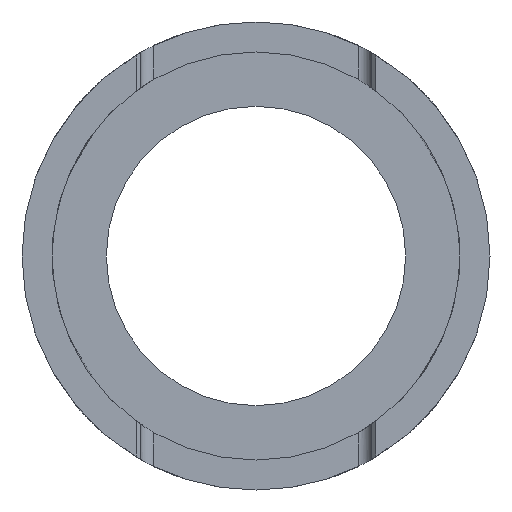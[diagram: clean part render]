
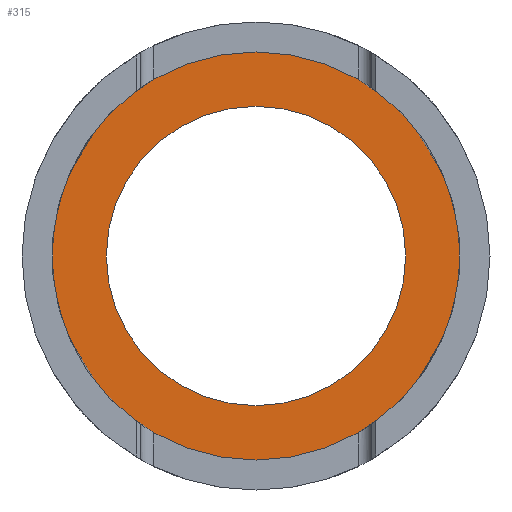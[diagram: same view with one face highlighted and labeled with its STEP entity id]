
A CAD part, front view. The second image highlights one B-rep face of the part: STEP entity #315.
In plain terms, the highlighted planar face has unit normal (0, -1, 0).
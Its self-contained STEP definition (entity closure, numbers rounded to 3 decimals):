
#20 = AXIS2_PLACEMENT_3D ( 'NONE', #553, #1426, #1430 ) ;
#68 = VERTEX_POINT ( 'NONE', #136 ) ;
#85 = AXIS2_PLACEMENT_3D ( 'NONE', #819, #1386, #236 ) ;
#95 = PLANE ( 'NONE',  #85 ) ;
#105 = EDGE_CURVE ( 'NONE', #1568, #1641, #850, .T. ) ;
#136 = CARTESIAN_POINT ( 'NONE',  ( 0., 8., -11. ) ) ;
#236 = DIRECTION ( 'NONE',  ( 0., 0., 1. ) ) ;
#261 = CARTESIAN_POINT ( 'NONE',  ( 0., 8., 0. ) ) ;
#275 = AXIS2_PLACEMENT_3D ( 'NONE', #1323, #316, #1182 ) ;
#315 = ADVANCED_FACE ( 'NONE', ( #367, #1817 ), #95, .F. ) ;
#316 = DIRECTION ( 'NONE',  ( 0., -1., 0. ) ) ;
#363 = EDGE_CURVE ( 'NONE', #1641, #1568, #1389, .T. ) ;
#367 = FACE_BOUND ( 'NONE', #1017, .T. ) ;
#409 = DIRECTION ( 'NONE',  ( 0., 0., -1. ) ) ;
#538 = CIRCLE ( 'NONE', #861, 11. ) ;
#552 = CARTESIAN_POINT ( 'NONE',  ( 0., 8., 15. ) ) ;
#553 = CARTESIAN_POINT ( 'NONE',  ( 0., 8., 0. ) ) ;
#678 = CIRCLE ( 'NONE', #275, 11. ) ;
#680 = ORIENTED_EDGE ( 'NONE', *, *, #1138, .F. ) ;
#688 = EDGE_LOOP ( 'NONE', ( #740, #1467 ) ) ;
#740 = ORIENTED_EDGE ( 'NONE', *, *, #105, .T. ) ;
#745 = DIRECTION ( 'NONE',  ( 0., -1., 0. ) ) ;
#819 = CARTESIAN_POINT ( 'NONE',  ( 0., 8., 15. ) ) ;
#850 = CIRCLE ( 'NONE', #20, 15. ) ;
#861 = AXIS2_PLACEMENT_3D ( 'NONE', #1600, #745, #1742 ) ;
#1017 = EDGE_LOOP ( 'NONE', ( #680, #1180 ) ) ;
#1138 = EDGE_CURVE ( 'NONE', #68, #1421, #678, .T. ) ;
#1180 = ORIENTED_EDGE ( 'NONE', *, *, #1232, .F. ) ;
#1182 = DIRECTION ( 'NONE',  ( 0., 0., -1. ) ) ;
#1232 = EDGE_CURVE ( 'NONE', #1421, #68, #538, .T. ) ;
#1272 = DIRECTION ( 'NONE',  ( 0., -1., 0. ) ) ;
#1323 = CARTESIAN_POINT ( 'NONE',  ( 0., 8., 0. ) ) ;
#1386 = DIRECTION ( 'NONE',  ( 0., 1., 0. ) ) ;
#1389 = CIRCLE ( 'NONE', #1858, 15. ) ;
#1405 = CARTESIAN_POINT ( 'NONE',  ( 0., 8., -15. ) ) ;
#1421 = VERTEX_POINT ( 'NONE', #1677 ) ;
#1426 = DIRECTION ( 'NONE',  ( 0., -1., 0. ) ) ;
#1430 = DIRECTION ( 'NONE',  ( 0., 0., -1. ) ) ;
#1467 = ORIENTED_EDGE ( 'NONE', *, *, #363, .T. ) ;
#1568 = VERTEX_POINT ( 'NONE', #1405 ) ;
#1600 = CARTESIAN_POINT ( 'NONE',  ( 0., 8., 0. ) ) ;
#1641 = VERTEX_POINT ( 'NONE', #552 ) ;
#1677 = CARTESIAN_POINT ( 'NONE',  ( 0., 8., 11. ) ) ;
#1742 = DIRECTION ( 'NONE',  ( 0., 0., -1. ) ) ;
#1817 = FACE_OUTER_BOUND ( 'NONE', #688, .T. ) ;
#1858 = AXIS2_PLACEMENT_3D ( 'NONE', #261, #1272, #409 ) ;
